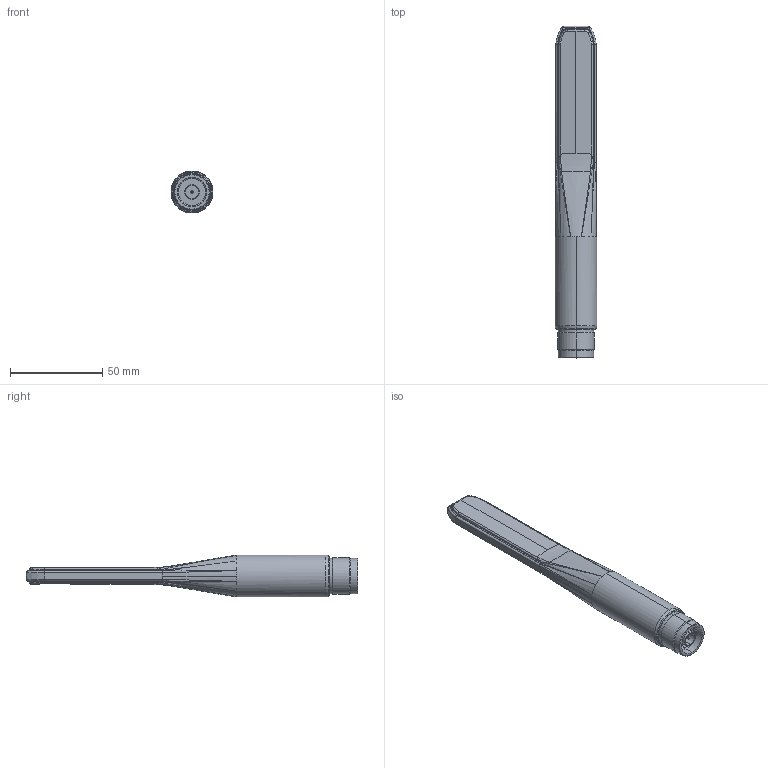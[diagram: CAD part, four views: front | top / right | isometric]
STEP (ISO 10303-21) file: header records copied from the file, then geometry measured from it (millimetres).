
FILE_DESCRIPTION (( 'STEP AP203' ), '1' );
FILE_NAME ('HG2458-7RDR-NM.STEP', '2011-06-27T11:53:11', ( 'x' ), ( 'Microsoft' ), 'SwSTEP 2.0', 'SolidWorks 2010', '' );
FILE_SCHEMA (( 'CONFIG_CONTROL_DESIGN' ));
Length unit declared in the file: inch
Products named in the file (7): HG2458-7RDR-NM_Shell; ANM-1406; HG2458-7RDR-NM; 618.stp; Assembly-1_Asm_2; OUTDOOTANTENNA; BOX
Assembly tree (6 placements, depth 6):
  HG2458-7RDR-NM
    HG2458-7RDR-NM_Shell
      618.stp
        Assembly-1_Asm_2
          OUTDOOTANTENNA
            BOX
    ANM-1406
Bounding box: 22.7 x 179.5 x 22.7 mm (x, y, z)
Volume: 23117.6 mm3; surface area: 22598.4 mm2
Topology: 2 solids, 2 shells, 326 faces, 797 edges, 476 vertices
Faces by surface type: bspline 102, plane 78, cone 71, cylinder 67, torus 8
Entity records: 53529 total; most frequent: CARTESIAN_POINT 46267, ORIENTED_EDGE 1562, DIRECTION 1075, EDGE_CURVE 781, VERTEX_POINT 476, AXIS2_PLACEMENT_3D 440, EDGE_LOOP 343, ADVANCED_FACE 326
